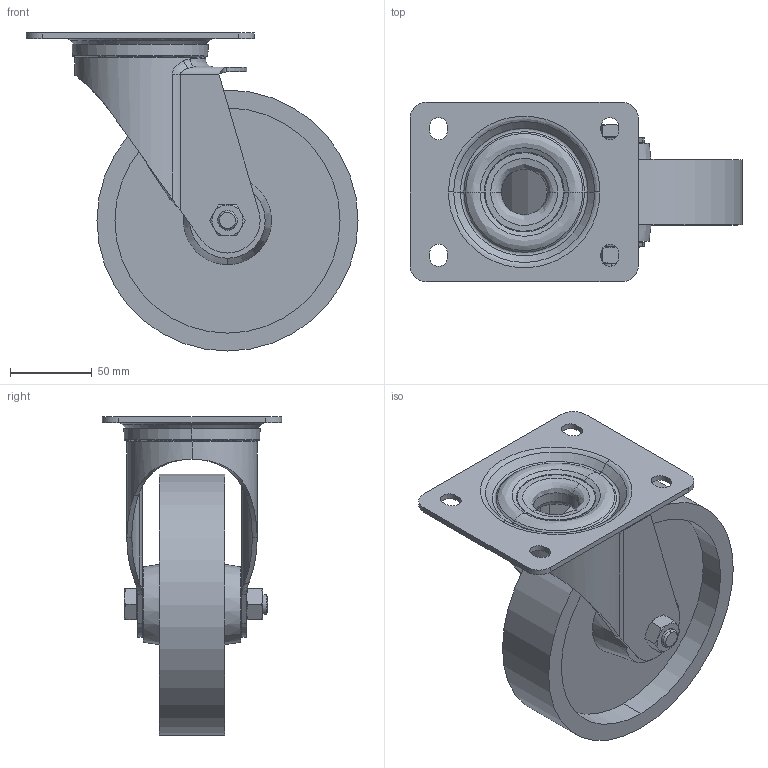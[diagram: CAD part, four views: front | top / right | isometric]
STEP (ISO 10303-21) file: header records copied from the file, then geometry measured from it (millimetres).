
FILE_DESCRIPTION (( 'STEP AP203' ), '1' );
FILE_NAME ('3_842_536_737_Bosch.step', '2024-06-10T08:53:28', ( '' ), ( '' ), 'SwSTEP 2.0', 'SolidWorks 2014', '' );
FILE_SCHEMA (( 'CONFIG_CONTROL_DESIGN' ));
Length unit declared in the file: millimetre
Products named in the file (5): 3_842_536_737_Bosch; 2_30; 1_30; 4_28; 3_28
Assembly tree (4 placements, depth 2):
  3_842_536_737_Bosch
    1_30
    2_30
    3_28
    4_28
Bounding box: 203.5 x 110 x 195 mm (x, y, z)
Volume: 634748.6 mm3; surface area: 157375.6 mm2
Topology: 4 solids, 4 shells, 223 faces, 534 edges, 335 vertices
Faces by surface type: plane 67, cylinder 59, bspline 56, cone 41
Entity records: 17953 total; most frequent: CARTESIAN_POINT 12688, ORIENTED_EDGE 1068, DIRECTION 845, EDGE_CURVE 534, VERTEX_POINT 335, AXIS2_PLACEMENT_3D 330, EDGE_LOOP 255, ADVANCED_FACE 223
